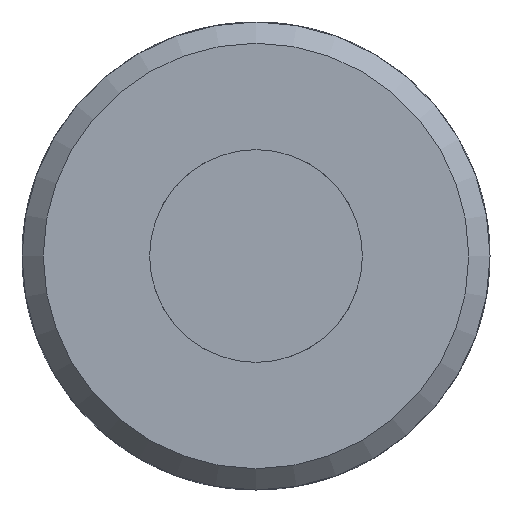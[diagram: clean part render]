
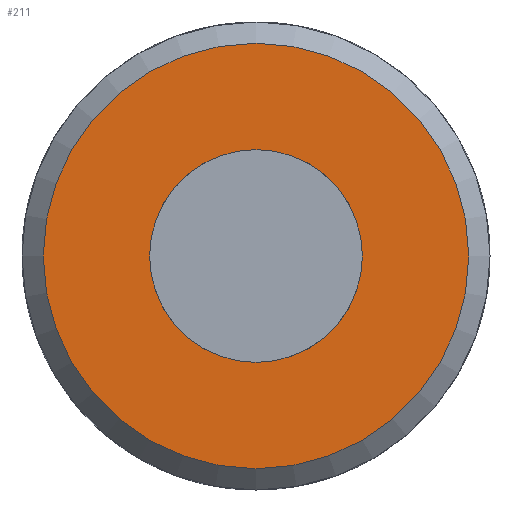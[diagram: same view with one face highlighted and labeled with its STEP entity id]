
A CAD part, left-side view. The second image highlights one B-rep face of the part: STEP entity #211.
In plain terms, the highlighted planar face has unit normal (-1, 0, 0).
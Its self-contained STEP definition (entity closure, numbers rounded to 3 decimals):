
#211 = ADVANCED_FACE( '', ( #446, #447 ), #448, .T. );
#446 = FACE_BOUND( '', #730, .T. );
#447 = FACE_OUTER_BOUND( '', #731, .T. );
#448 = PLANE( '', #732 );
#730 = EDGE_LOOP( '', ( #1088 ) );
#731 = EDGE_LOOP( '', ( #1089 ) );
#732 = AXIS2_PLACEMENT_3D( '', #1090, #1091, #1092 );
#1088 = ORIENTED_EDGE( '', *, *, #1500, .T. );
#1089 = ORIENTED_EDGE( '', *, *, #1572, .F. );
#1090 = CARTESIAN_POINT( '', ( 0., 10., 0. ) );
#1091 = DIRECTION( '', ( -1., 0., 0. ) );
#1092 = DIRECTION( '', ( 0., 0., 1. ) );
#1500 = EDGE_CURVE( '', #1724, #1724, #1725, .T. );
#1572 = EDGE_CURVE( '', #1841, #1841, #1842, .T. );
#1724 = VERTEX_POINT( '', #2333 );
#1725 = CIRCLE( '', #2334, 5. );
#1841 = VERTEX_POINT( '', #2689 );
#1842 = CIRCLE( '', #2690, 10. );
#2333 = CARTESIAN_POINT( '', ( 0., 0., -5. ) );
#2334 = AXIS2_PLACEMENT_3D( '', #3156, #3157, #3158 );
#2689 = CARTESIAN_POINT( '', ( 0., 0., -10. ) );
#2690 = AXIS2_PLACEMENT_3D( '', #3235, #3236, #3237 );
#3156 = CARTESIAN_POINT( '', ( 0., 0., 0. ) );
#3157 = DIRECTION( '', ( 1., 0., 0. ) );
#3158 = DIRECTION( '', ( 0., 0., -1. ) );
#3235 = CARTESIAN_POINT( '', ( 0., 0., 0. ) );
#3236 = DIRECTION( '', ( 1., 0., 0. ) );
#3237 = DIRECTION( '', ( 0., 0., -1. ) );
